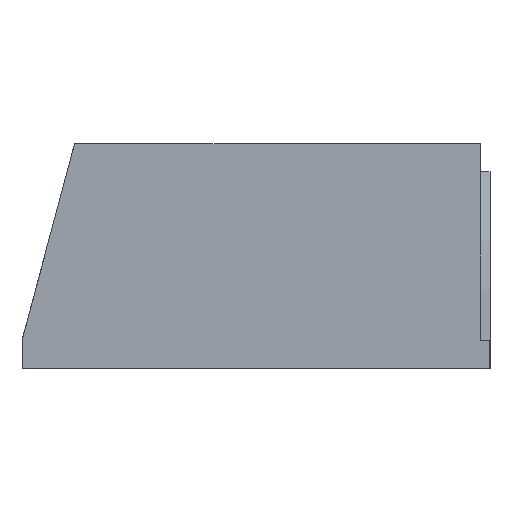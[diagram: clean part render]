
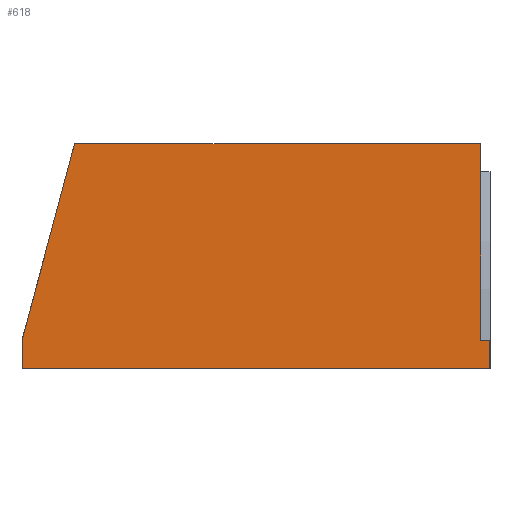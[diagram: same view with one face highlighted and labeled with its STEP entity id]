
A CAD part, left-side view. The second image highlights one B-rep face of the part: STEP entity #618.
In plain terms, the highlighted planar face has unit normal (-1, 0, 0).
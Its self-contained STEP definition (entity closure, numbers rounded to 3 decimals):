
#80=LINE('',#1073,#152);
#85=LINE('',#1097,#157);
#90=LINE('',#1106,#162);
#91=LINE('',#1108,#163);
#93=LINE('',#1112,#165);
#94=LINE('',#1114,#166);
#95=LINE('',#1115,#167);
#152=VECTOR('',#784,10.);
#157=VECTOR('',#791,10.);
#162=VECTOR('',#798,10.);
#163=VECTOR('',#801,10.);
#165=VECTOR('',#805,10.);
#166=VECTOR('',#806,10.);
#167=VECTOR('',#807,10.);
#204=FACE_OUTER_BOUND('',#240,.T.);
#240=EDGE_LOOP('',(#524,#525,#526,#527,#528,#529,#530));
#291=VERTEX_POINT('',#1070);
#292=VERTEX_POINT('',#1072);
#297=VERTEX_POINT('',#1094);
#298=VERTEX_POINT('',#1096);
#301=VERTEX_POINT('',#1104);
#302=VERTEX_POINT('',#1111);
#303=VERTEX_POINT('',#1113);
#366=EDGE_CURVE('',#292,#291,#80,.T.);
#372=EDGE_CURVE('',#297,#298,#85,.T.);
#377=EDGE_CURVE('',#291,#301,#90,.T.);
#378=EDGE_CURVE('',#298,#301,#91,.T.);
#380=EDGE_CURVE('',#302,#297,#93,.T.);
#381=EDGE_CURVE('',#303,#302,#94,.T.);
#382=EDGE_CURVE('',#303,#292,#95,.T.);
#524=ORIENTED_EDGE('',*,*,#366,.T.);
#525=ORIENTED_EDGE('',*,*,#377,.T.);
#526=ORIENTED_EDGE('',*,*,#378,.F.);
#527=ORIENTED_EDGE('',*,*,#372,.F.);
#528=ORIENTED_EDGE('',*,*,#380,.F.);
#529=ORIENTED_EDGE('',*,*,#381,.F.);
#530=ORIENTED_EDGE('',*,*,#382,.T.);
#584=PLANE('',#672);
#618=ADVANCED_FACE('',(#204),#584,.F.);
#672=AXIS2_PLACEMENT_3D('',#1110,#803,#804);
#784=DIRECTION('',(0.,0.259,-0.966));
#791=DIRECTION('',(0.,0.,-1.));
#798=DIRECTION('',(0.,0.,-1.));
#801=DIRECTION('',(0.,1.,0.));
#803=DIRECTION('center_axis',(1.,0.,0.));
#804=DIRECTION('ref_axis',(0.,0.,-1.));
#805=DIRECTION('',(0.,-1.,0.));
#806=DIRECTION('',(0.,0.,-1.));
#807=DIRECTION('',(0.,1.,0.));
#1070=CARTESIAN_POINT('',(-326.744,-390.,0.));
#1072=CARTESIAN_POINT('',(-326.744,-446.269,210.));
#1073=CARTESIAN_POINT('',(-326.744,-452.62,233.702));
#1094=CARTESIAN_POINT('',(-326.744,-890.,0.));
#1096=CARTESIAN_POINT('',(-326.744,-890.,-30.));
#1097=CARTESIAN_POINT('',(-326.744,-890.,210.));
#1104=CARTESIAN_POINT('',(-326.744,-390.,-30.));
#1106=CARTESIAN_POINT('',(-326.744,-390.,210.));
#1108=CARTESIAN_POINT('',(-326.744,-890.,-30.));
#1110=CARTESIAN_POINT('Origin',(-326.744,-890.,210.));
#1111=CARTESIAN_POINT('',(-326.744,-880.,0.));
#1112=CARTESIAN_POINT('',(-326.744,-890.,0.));
#1113=CARTESIAN_POINT('',(-326.744,-880.,210.));
#1114=CARTESIAN_POINT('',(-326.744,-880.,157.498));
#1115=CARTESIAN_POINT('',(-326.744,-890.,210.));
